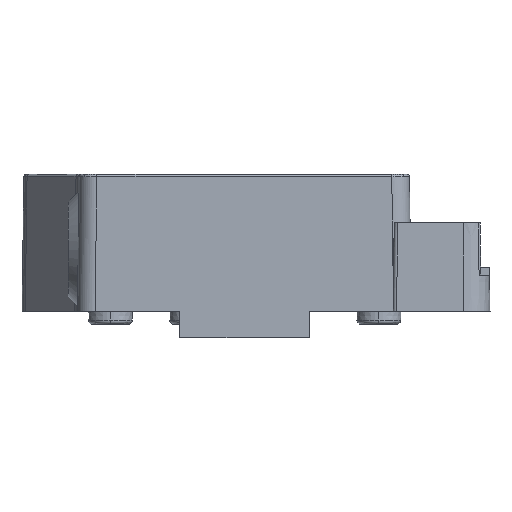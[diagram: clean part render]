
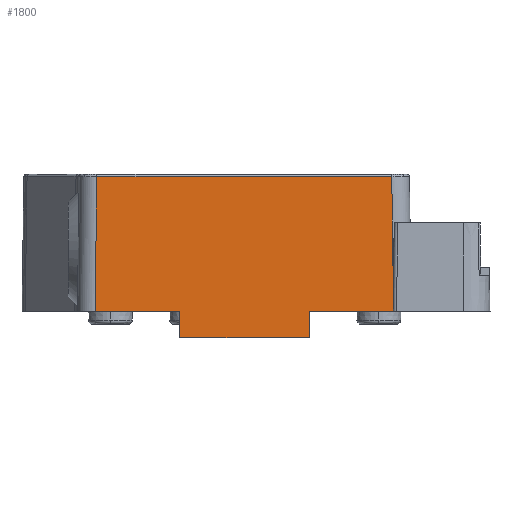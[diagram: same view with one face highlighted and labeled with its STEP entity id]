
A CAD part, left-side view. The second image highlights one B-rep face of the part: STEP entity #1800.
In plain terms, the highlighted planar face has unit normal (-1, 0, 0.014).
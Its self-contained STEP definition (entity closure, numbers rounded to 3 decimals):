
#46 = EDGE_CURVE ( 'NONE', #9991, #15277, #16170, .T. ) ;
#47 = CARTESIAN_POINT ( 'NONE',  ( -0.258, 11.642, -3. ) ) ;
#221 = ORIENTED_EDGE ( 'NONE', *, *, #23974, .T. ) ;
#407 = LINE ( 'NONE', #9701, #2695 ) ;
#1413 = VERTEX_POINT ( 'NONE', #2687 ) ;
#1800 = ADVANCED_FACE ( 'NONE', ( #14018 ), #13934, .T. ) ;
#2205 = CARTESIAN_POINT ( 'NONE',  ( -0.004, 35.734, 15.204 ) ) ;
#2687 = CARTESIAN_POINT ( 'NONE',  ( -0.216, 2.196, 0. ) ) ;
#2695 = VECTOR ( 'NONE', #6014, 1000. ) ;
#3527 = EDGE_LOOP ( 'NONE', ( #12417, #3531, #11539, #19721, #14997, #16878, #11851, #221, #3963 ) ) ;
#3531 = ORIENTED_EDGE ( 'NONE', *, *, #15966, .T. ) ;
#3963 = ORIENTED_EDGE ( 'NONE', *, *, #14027, .T. ) ;
#4477 = LINE ( 'NONE', #21877, #18857 ) ;
#4574 = DIRECTION ( 'NONE',  ( -0.014, -0.014, -1. ) ) ;
#4697 = CARTESIAN_POINT ( 'NONE',  ( 0., 0., 15.5 ) ) ;
#5422 = VECTOR ( 'NONE', #4574, 1000. ) ;
#6014 = DIRECTION ( 'NONE',  ( 0.014, 0.014, 1. ) ) ;
#6094 = EDGE_CURVE ( 'NONE', #20105, #1413, #13111, .T. ) ;
#6228 = VECTOR ( 'NONE', #17740, 1000. ) ;
#8561 = CARTESIAN_POINT ( 'NONE',  ( -0.216, 0., 0. ) ) ;
#8564 = DIRECTION ( 'NONE',  ( -1., 0., 0.014 ) ) ;
#8902 = DIRECTION ( 'NONE',  ( 0.014, 0., 1. ) ) ;
#8916 = VERTEX_POINT ( 'NONE', #47 ) ;
#8968 = VERTEX_POINT ( 'NONE', #16732 ) ;
#9216 = EDGE_CURVE ( 'NONE', #23523, #10099, #20329, .T. ) ;
#9517 = LINE ( 'NONE', #12320, #22082 ) ;
#9702 = EDGE_CURVE ( 'NONE', #9991, #8968, #9517, .T. ) ;
#9701 = CARTESIAN_POINT ( 'NONE',  ( -0.18, 2.16, 2.616 ) ) ;
#9991 = VERTEX_POINT ( 'NONE', #2205 ) ;
#10099 = VERTEX_POINT ( 'NONE', #16723 ) ;
#10200 = EDGE_CURVE ( 'NONE', #14680, #8968, #407, .T. ) ;
#11458 = VECTOR ( 'NONE', #14039, 1000. ) ;
#11539 = ORIENTED_EDGE ( 'NONE', *, *, #10200, .T. ) ;
#11851 = ORIENTED_EDGE ( 'NONE', *, *, #9216, .T. ) ;
#12291 = DIRECTION ( 'NONE',  ( 0., -1., 0. ) ) ;
#12308 = EDGE_CURVE ( 'NONE', #15277, #23523, #4477, .T. ) ;
#12320 = CARTESIAN_POINT ( 'NONE',  ( -0.004, 0., 15.204 ) ) ;
#12417 = ORIENTED_EDGE ( 'NONE', *, *, #6094, .T. ) ;
#12701 = CARTESIAN_POINT ( 'NONE',  ( -0.18, 2.16, 2.616 ) ) ;
#13111 = LINE ( 'NONE', #8561, #21292 ) ;
#13437 = VECTOR ( 'NONE', #16272, 1000. ) ;
#13934 = PLANE ( 'NONE',  #19447 ) ;
#14018 = FACE_OUTER_BOUND ( 'NONE', #3527, .T. ) ;
#14027 = EDGE_CURVE ( 'NONE', #8916, #20105, #21380, .T. ) ;
#14039 = DIRECTION ( 'NONE',  ( 0.014, -0.014, 1. ) ) ;
#14281 = VECTOR ( 'NONE', #20726, 1000. ) ;
#14680 = VERTEX_POINT ( 'NONE', #12701 ) ;
#14997 = ORIENTED_EDGE ( 'NONE', *, *, #46, .T. ) ;
#15277 = VERTEX_POINT ( 'NONE', #15871 ) ;
#15871 = CARTESIAN_POINT ( 'NONE',  ( -0.216, 35.947, 0. ) ) ;
#15966 = EDGE_CURVE ( 'NONE', #1413, #14680, #17213, .T. ) ;
#16063 = LINE ( 'NONE', #23547, #13437 ) ;
#16170 = LINE ( 'NONE', #19626, #6228 ) ;
#16266 = DIRECTION ( 'NONE',  ( 0., -1., 0. ) ) ;
#16272 = DIRECTION ( 'NONE',  ( 0., -1., 0. ) ) ;
#16723 = CARTESIAN_POINT ( 'NONE',  ( -0.258, 26.358, -3. ) ) ;
#16732 = CARTESIAN_POINT ( 'NONE',  ( -0.004, 2.336, 15.204 ) ) ;
#16878 = ORIENTED_EDGE ( 'NONE', *, *, #12308, .T. ) ;
#16945 = CARTESIAN_POINT ( 'NONE',  ( -0.216, 26.4, 0. ) ) ;
#17213 = LINE ( 'NONE', #18780, #14281 ) ;
#17740 = DIRECTION ( 'NONE',  ( -0.014, 0.014, -1. ) ) ;
#18269 = DIRECTION ( 'NONE',  ( 0., -1., 0. ) ) ;
#18780 = CARTESIAN_POINT ( 'NONE',  ( -0.216, 2.196, 0. ) ) ;
#18857 = VECTOR ( 'NONE', #18269, 1000. ) ;
#19447 = AXIS2_PLACEMENT_3D ( 'NONE', #4697, #8564, #8902 ) ;
#19626 = CARTESIAN_POINT ( 'NONE',  ( -0.004, 35.734, 15.204 ) ) ;
#19721 = ORIENTED_EDGE ( 'NONE', *, *, #9702, .F. ) ;
#20105 = VERTEX_POINT ( 'NONE', #20473 ) ;
#20329 = LINE ( 'NONE', #23404, #5422 ) ;
#20473 = CARTESIAN_POINT ( 'NONE',  ( -0.216, 11.6, 0. ) ) ;
#20726 = DIRECTION ( 'NONE',  ( 0.014, -0.014, 1. ) ) ;
#21292 = VECTOR ( 'NONE', #12291, 1000. ) ;
#21380 = LINE ( 'NONE', #21478, #11458 ) ;
#21478 = CARTESIAN_POINT ( 'NONE',  ( -0.258, 11.642, -3. ) ) ;
#21877 = CARTESIAN_POINT ( 'NONE',  ( -0.216, 0., 0. ) ) ;
#22082 = VECTOR ( 'NONE', #16266, 1000. ) ;
#23404 = CARTESIAN_POINT ( 'NONE',  ( -0.216, 26.4, 0. ) ) ;
#23523 = VERTEX_POINT ( 'NONE', #16945 ) ;
#23547 = CARTESIAN_POINT ( 'NONE',  ( -0.258, 0., -3. ) ) ;
#23974 = EDGE_CURVE ( 'NONE', #10099, #8916, #16063, .T. ) ;
